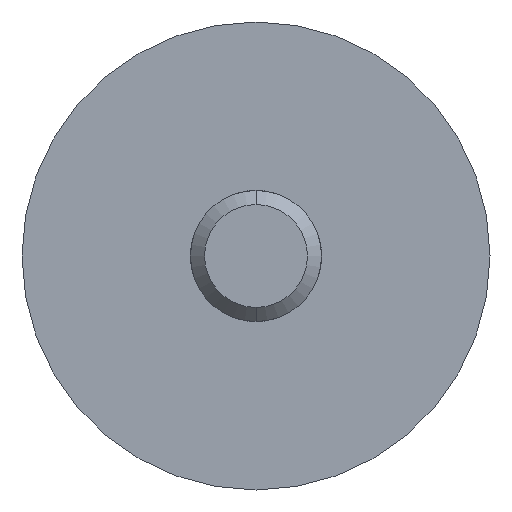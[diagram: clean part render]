
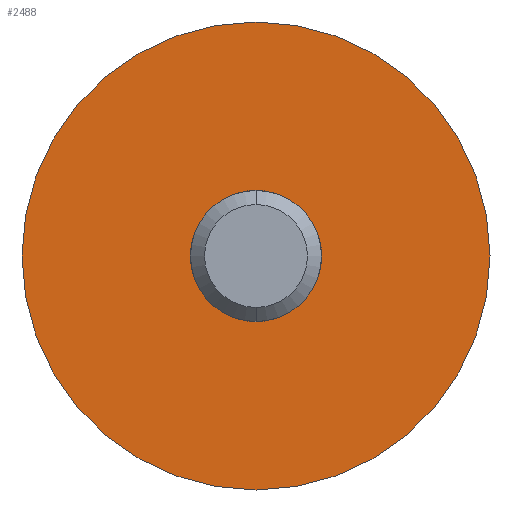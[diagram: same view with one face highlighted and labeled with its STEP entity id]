
A CAD part, front view. The second image highlights one B-rep face of the part: STEP entity #2488.
In plain terms, the highlighted planar face has unit normal (0, -1, 0).
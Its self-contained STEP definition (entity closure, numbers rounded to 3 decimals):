
#17 = VERTEX_POINT ( 'NONE', #2675 ) ;
#32 = DIRECTION ( 'NONE',  ( 0., 0., 1. ) ) ;
#97 = AXIS2_PLACEMENT_3D ( 'NONE', #485, #1438, #458 ) ;
#114 = ORIENTED_EDGE ( 'NONE', *, *, #810, .T. ) ;
#267 = AXIS2_PLACEMENT_3D ( 'NONE', #2001, #2625, #2343 ) ;
#309 = EDGE_CURVE ( 'NONE', #2579, #588, #1090, .T. ) ;
#401 = AXIS2_PLACEMENT_3D ( 'NONE', #1163, #812, #3099 ) ;
#458 = DIRECTION ( 'NONE',  ( 0., 0., 1. ) ) ;
#485 = CARTESIAN_POINT ( 'NONE',  ( 0., -5., 0. ) ) ;
#497 = CARTESIAN_POINT ( 'NONE',  ( 0., -5., 0. ) ) ;
#588 = VERTEX_POINT ( 'NONE', #4078 ) ;
#647 = DIRECTION ( 'NONE',  ( 0., 1., 0. ) ) ;
#663 = CARTESIAN_POINT ( 'NONE',  ( 0., -5., 0. ) ) ;
#810 = EDGE_CURVE ( 'NONE', #17, #1735, #879, .T. ) ;
#812 = DIRECTION ( 'NONE',  ( 0., 1., 0. ) ) ;
#879 = CIRCLE ( 'NONE', #267, 9.5 ) ;
#1033 = CIRCLE ( 'NONE', #97, 50. ) ;
#1090 = CIRCLE ( 'NONE', #401, 50. ) ;
#1163 = CARTESIAN_POINT ( 'NONE',  ( 0., -5., 0. ) ) ;
#1438 = DIRECTION ( 'NONE',  ( 0., 1., 0. ) ) ;
#1446 = CIRCLE ( 'NONE', #3970, 9.5 ) ;
#1478 = DIRECTION ( 'NONE',  ( 0., 1., 0. ) ) ;
#1481 = ORIENTED_EDGE ( 'NONE', *, *, #309, .F. ) ;
#1639 = PLANE ( 'NONE',  #2407 ) ;
#1657 = FACE_BOUND ( 'NONE', #3737, .T. ) ;
#1735 = VERTEX_POINT ( 'NONE', #2826 ) ;
#2001 = CARTESIAN_POINT ( 'NONE',  ( 0., -5., 0. ) ) ;
#2343 = DIRECTION ( 'NONE',  ( 0., 0., 1. ) ) ;
#2407 = AXIS2_PLACEMENT_3D ( 'NONE', #663, #647, #32 ) ;
#2484 = ORIENTED_EDGE ( 'NONE', *, *, #3017, .T. ) ;
#2488 = ADVANCED_FACE ( 'NONE', ( #1657, #2976 ), #1639, .F. ) ;
#2579 = VERTEX_POINT ( 'NONE', #3118 ) ;
#2625 = DIRECTION ( 'NONE',  ( 0., 1., 0. ) ) ;
#2675 = CARTESIAN_POINT ( 'NONE',  ( 0., -5., 9.5 ) ) ;
#2773 = DIRECTION ( 'NONE',  ( 0., 0., 1. ) ) ;
#2826 = CARTESIAN_POINT ( 'NONE',  ( 0., -5., -9.5 ) ) ;
#2976 = FACE_OUTER_BOUND ( 'NONE', #4000, .T. ) ;
#3017 = EDGE_CURVE ( 'NONE', #1735, #17, #1446, .T. ) ;
#3099 = DIRECTION ( 'NONE',  ( 0., 0., 1. ) ) ;
#3118 = CARTESIAN_POINT ( 'NONE',  ( 0., -5., -50. ) ) ;
#3422 = ORIENTED_EDGE ( 'NONE', *, *, #3516, .F. ) ;
#3516 = EDGE_CURVE ( 'NONE', #588, #2579, #1033, .T. ) ;
#3737 = EDGE_LOOP ( 'NONE', ( #114, #2484 ) ) ;
#3970 = AXIS2_PLACEMENT_3D ( 'NONE', #497, #1478, #2773 ) ;
#4000 = EDGE_LOOP ( 'NONE', ( #3422, #1481 ) ) ;
#4078 = CARTESIAN_POINT ( 'NONE',  ( 0., -5., 50. ) ) ;
